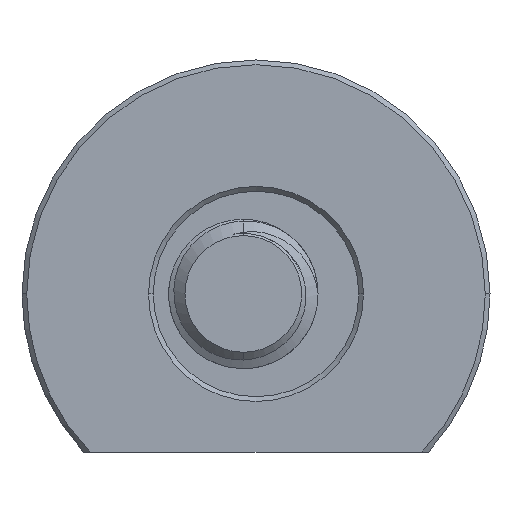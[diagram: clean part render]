
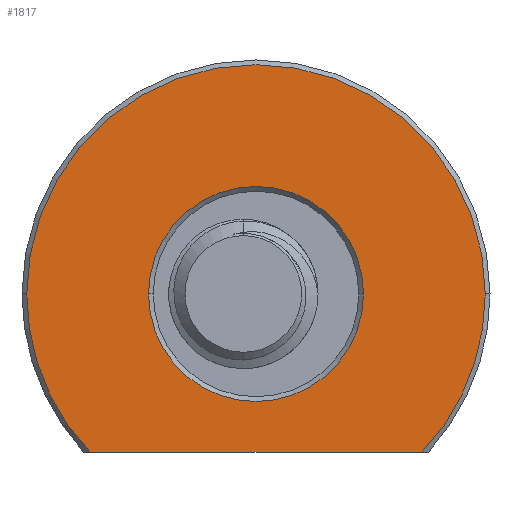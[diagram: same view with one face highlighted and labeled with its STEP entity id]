
A CAD part, front view. The second image highlights one B-rep face of the part: STEP entity #1817.
In plain terms, the highlighted face is planar.
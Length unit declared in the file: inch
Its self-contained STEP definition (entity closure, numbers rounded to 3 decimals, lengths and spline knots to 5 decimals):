
#103 = CARTESIAN_POINT ( 'NONE',  ( 0.525, 0.5, -0.1 ) ) ;
#202 = CARTESIAN_POINT ( 'NONE',  ( -0.525, 0.5, -0.1 ) ) ;
#218 = AXIS2_PLACEMENT_3D ( 'NONE', #3284, #5117, #1104 ) ;
#255 = ORIENTED_EDGE ( 'NONE', *, *, #2501, .T. ) ;
#303 = LINE ( 'NONE', #3739, #4098 ) ;
#378 = ORIENTED_EDGE ( 'NONE', *, *, #916, .T. ) ;
#457 = FACE_BOUND ( 'NONE', #4148, .T. ) ;
#493 = CARTESIAN_POINT ( 'NONE',  ( 0., 0., -0.1 ) ) ;
#915 = CARTESIAN_POINT ( 'NONE',  ( 0., 0., -0.1 ) ) ;
#916 = EDGE_CURVE ( 'NONE', #3414, #3312, #5336, .T. ) ;
#923 = CARTESIAN_POINT ( 'NONE',  ( 0., 0., -0.1 ) ) ;
#1048 = AXIS2_PLACEMENT_3D ( 'NONE', #4190, #2893, #4640 ) ;
#1104 = DIRECTION ( 'NONE',  ( 1., 0., 0. ) ) ;
#1193 = CARTESIAN_POINT ( 'NONE',  ( 0.34, 0., -0.1 ) ) ;
#1257 = EDGE_CURVE ( 'NONE', #4561, #2351, #5343, .T. ) ;
#1330 = EDGE_CURVE ( 'NONE', #4110, #5568, #3273, .T. ) ;
#1367 = PLANE ( 'NONE',  #5345 ) ;
#1430 = DIRECTION ( 'NONE',  ( 0., 0., 1. ) ) ;
#1486 = CARTESIAN_POINT ( 'NONE',  ( 0., 0., -0.1 ) ) ;
#1649 = ORIENTED_EDGE ( 'NONE', *, *, #2545, .T. ) ;
#1716 = EDGE_LOOP ( 'NONE', ( #1773, #4318, #255, #5471 ) ) ;
#1765 = DIRECTION ( 'NONE',  ( 1., 0., 0. ) ) ;
#1773 = ORIENTED_EDGE ( 'NONE', *, *, #3800, .F. ) ;
#1817 = ADVANCED_FACE ( 'NONE', ( #457, #3119 ), #1367, .F. ) ;
#1863 = CIRCLE ( 'NONE', #4103, 0.725 ) ;
#2019 = DIRECTION ( 'NONE',  ( 0., 0., 1. ) ) ;
#2144 = CARTESIAN_POINT ( 'NONE',  ( 0.725, 0., -0.1 ) ) ;
#2277 = DIRECTION ( 'NONE',  ( 1., 0., 0. ) ) ;
#2310 = DIRECTION ( 'NONE',  ( 0., 0., 1. ) ) ;
#2351 = VERTEX_POINT ( 'NONE', #202 ) ;
#2501 = EDGE_CURVE ( 'NONE', #5568, #4561, #1863, .T. ) ;
#2545 = EDGE_CURVE ( 'NONE', #3312, #3414, #5154, .T. ) ;
#2893 = DIRECTION ( 'NONE',  ( 0., 0., -1. ) ) ;
#3119 = FACE_OUTER_BOUND ( 'NONE', #1716, .T. ) ;
#3184 = CARTESIAN_POINT ( 'NONE',  ( -0.34, 0., -0.1 ) ) ;
#3273 = CIRCLE ( 'NONE', #218, 0.725 ) ;
#3284 = CARTESIAN_POINT ( 'NONE',  ( 0., 0., -0.1 ) ) ;
#3312 = VERTEX_POINT ( 'NONE', #3184 ) ;
#3414 = VERTEX_POINT ( 'NONE', #1193 ) ;
#3588 = DIRECTION ( 'NONE',  ( 0., 0., -1. ) ) ;
#3739 = CARTESIAN_POINT ( 'NONE',  ( 0.54553, 0.5, -0.1 ) ) ;
#3740 = AXIS2_PLACEMENT_3D ( 'NONE', #1486, #2019, #4693 ) ;
#3800 = EDGE_CURVE ( 'NONE', #4110, #2351, #303, .T. ) ;
#3917 = AXIS2_PLACEMENT_3D ( 'NONE', #493, #1430, #4483 ) ;
#4098 = VECTOR ( 'NONE', #4653, 39.37008 ) ;
#4103 = AXIS2_PLACEMENT_3D ( 'NONE', #915, #3588, #1765 ) ;
#4110 = VERTEX_POINT ( 'NONE', #103 ) ;
#4148 = EDGE_LOOP ( 'NONE', ( #1649, #378 ) ) ;
#4190 = CARTESIAN_POINT ( 'NONE',  ( 0., 0., -0.1 ) ) ;
#4318 = ORIENTED_EDGE ( 'NONE', *, *, #1330, .T. ) ;
#4483 = DIRECTION ( 'NONE',  ( 1., 0., 0. ) ) ;
#4561 = VERTEX_POINT ( 'NONE', #5139 ) ;
#4640 = DIRECTION ( 'NONE',  ( 1., 0., 0. ) ) ;
#4653 = DIRECTION ( 'NONE',  ( -1., 0., 0. ) ) ;
#4693 = DIRECTION ( 'NONE',  ( 1., 0., 0. ) ) ;
#5117 = DIRECTION ( 'NONE',  ( 0., 0., -1. ) ) ;
#5139 = CARTESIAN_POINT ( 'NONE',  ( -0.725, 0., -0.1 ) ) ;
#5154 = CIRCLE ( 'NONE', #3917, 0.34 ) ;
#5336 = CIRCLE ( 'NONE', #3740, 0.34 ) ;
#5343 = CIRCLE ( 'NONE', #1048, 0.725 ) ;
#5345 = AXIS2_PLACEMENT_3D ( 'NONE', #923, #2310, #2277 ) ;
#5471 = ORIENTED_EDGE ( 'NONE', *, *, #1257, .T. ) ;
#5568 = VERTEX_POINT ( 'NONE', #2144 ) ;
